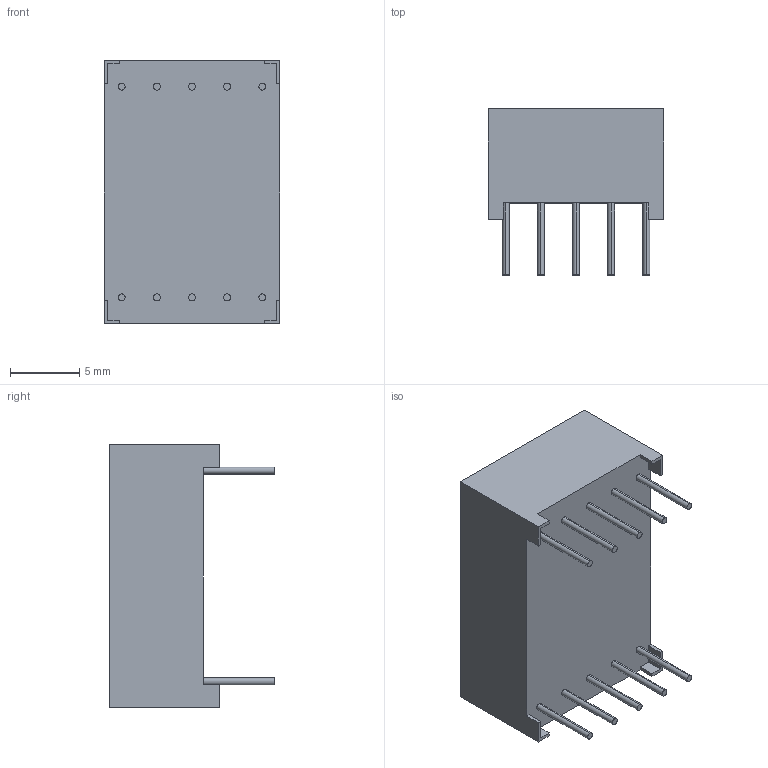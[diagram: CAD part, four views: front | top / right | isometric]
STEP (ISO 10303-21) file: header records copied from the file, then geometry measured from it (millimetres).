
FILE_DESCRIPTION (( 'STEP AP214' ), '1' );
FILE_NAME ('SA-SC56-11.STEP', '2024-07-10T11:03:11', ( '' ), ( '' ), 'SwSTEP 2.0', 'SolidWorks 2024', '' );
FILE_SCHEMA (( 'AUTOMOTIVE_DESIGN' ));
Length unit declared in the file: millimetre
Products named in the file (1): SA-SC56-11
Bounding box: 12.7 x 12 x 19.05 mm (x, y, z)
Volume: 1652.2 mm3; surface area: 1034.8 mm2
Topology: 1 solids, 1 shells, 102 faces, 246 edges, 164 vertices
Faces by surface type: plane 76, cylinder 26
Entity records: 4019 total; most frequent: CARTESIAN_POINT 513, DIRECTION 504, ORIENTED_EDGE 492, EDGE_CURVE 246, VECTOR 194, LINE 194, VERTEX_POINT 164, AXIS2_PLACEMENT_3D 155
